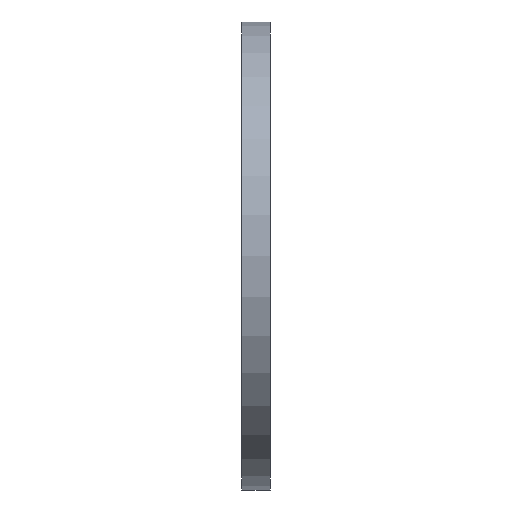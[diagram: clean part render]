
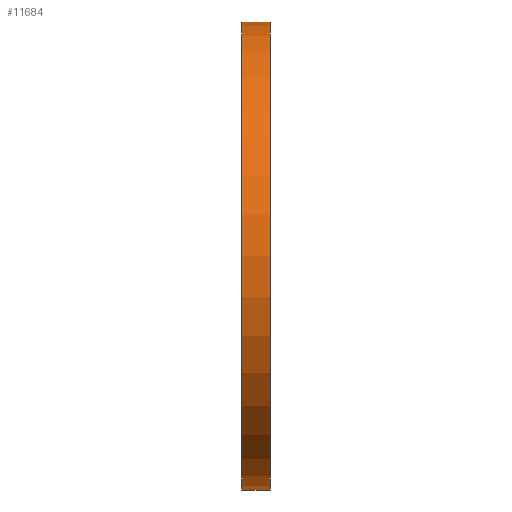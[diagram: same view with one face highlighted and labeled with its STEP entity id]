
A CAD part, left-side view. The second image highlights one B-rep face of the part: STEP entity #11684.
In plain terms, the highlighted cylindrical face has radius 50 mm (diameter 100 mm), a partial arc.
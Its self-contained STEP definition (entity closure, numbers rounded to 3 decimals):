
#464 = CARTESIAN_POINT ( 'NONE',  ( 0., 6., -50. ) ) ;
#518 = AXIS2_PLACEMENT_3D ( 'NONE', #2460, #7347, #6312 ) ;
#1145 = ORIENTED_EDGE ( 'NONE', *, *, #2433, .F. ) ;
#1387 = DIRECTION ( 'NONE',  ( 0., -1., 0. ) ) ;
#1432 = CARTESIAN_POINT ( 'NONE',  ( 0., 6., 0. ) ) ;
#1474 = EDGE_CURVE ( 'NONE', #8489, #11347, #7782, .T. ) ;
#2414 = DIRECTION ( 'NONE',  ( 0., 0., 1. ) ) ;
#2431 = CARTESIAN_POINT ( 'NONE',  ( 0., 6., -50. ) ) ;
#2433 = EDGE_CURVE ( 'NONE', #3109, #8489, #8360, .T. ) ;
#2460 = CARTESIAN_POINT ( 'NONE',  ( 0., 0., 0. ) ) ;
#2691 = CARTESIAN_POINT ( 'NONE',  ( 0., 0., -50. ) ) ;
#3109 = VERTEX_POINT ( 'NONE', #464 ) ;
#3158 = EDGE_CURVE ( 'NONE', #10720, #11347, #4204, .T. ) ;
#3446 = DIRECTION ( 'NONE',  ( 0., 1., 0. ) ) ;
#3635 = VECTOR ( 'NONE', #12279, 1000. ) ;
#4204 = CIRCLE ( 'NONE', #518, 50. ) ;
#4640 = EDGE_LOOP ( 'NONE', ( #5949, #1145, #8711, #10476 ) ) ;
#5242 = CARTESIAN_POINT ( 'NONE',  ( 0., 6., 0. ) ) ;
#5949 = ORIENTED_EDGE ( 'NONE', *, *, #1474, .F. ) ;
#6312 = DIRECTION ( 'NONE',  ( 0., 0., 1. ) ) ;
#6412 = DIRECTION ( 'NONE',  ( 0., -1., 0. ) ) ;
#7347 = DIRECTION ( 'NONE',  ( 0., 1., 0. ) ) ;
#7779 = CYLINDRICAL_SURFACE ( 'NONE', #11683, 50. ) ;
#7782 = LINE ( 'NONE', #10285, #3635 ) ;
#8360 = CIRCLE ( 'NONE', #9701, 50. ) ;
#8489 = VERTEX_POINT ( 'NONE', #11912 ) ;
#8711 = ORIENTED_EDGE ( 'NONE', *, *, #10149, .T. ) ;
#8837 = FACE_OUTER_BOUND ( 'NONE', #4640, .T. ) ;
#9701 = AXIS2_PLACEMENT_3D ( 'NONE', #5242, #3446, #2414 ) ;
#9784 = LINE ( 'NONE', #2431, #10237 ) ;
#9972 = CARTESIAN_POINT ( 'NONE',  ( 0., 0., 50. ) ) ;
#10149 = EDGE_CURVE ( 'NONE', #3109, #10720, #9784, .T. ) ;
#10195 = DIRECTION ( 'NONE',  ( 0., 0., -1. ) ) ;
#10237 = VECTOR ( 'NONE', #6412, 1000. ) ;
#10285 = CARTESIAN_POINT ( 'NONE',  ( 0., 6., 50. ) ) ;
#10476 = ORIENTED_EDGE ( 'NONE', *, *, #3158, .T. ) ;
#10720 = VERTEX_POINT ( 'NONE', #2691 ) ;
#11347 = VERTEX_POINT ( 'NONE', #9972 ) ;
#11683 = AXIS2_PLACEMENT_3D ( 'NONE', #1432, #1387, #10195 ) ;
#11684 = ADVANCED_FACE ( 'NONE', ( #8837 ), #7779, .T. ) ;
#11912 = CARTESIAN_POINT ( 'NONE',  ( 0., 6., 50. ) ) ;
#12279 = DIRECTION ( 'NONE',  ( 0., -1., 0. ) ) ;
